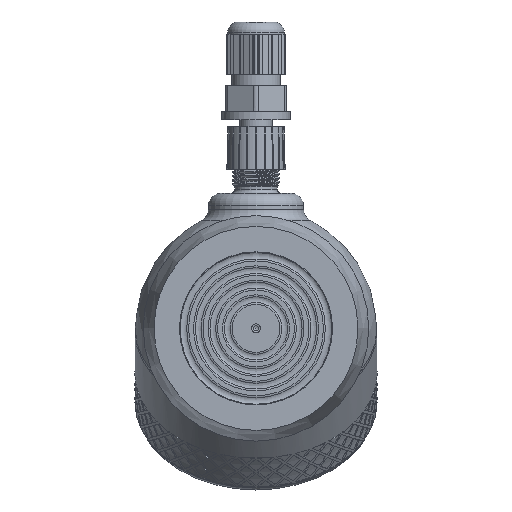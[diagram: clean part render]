
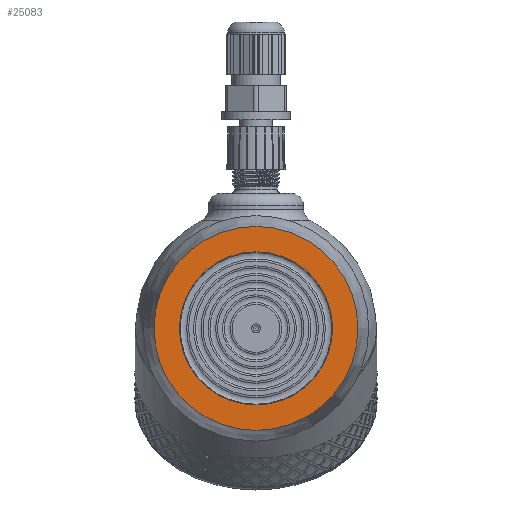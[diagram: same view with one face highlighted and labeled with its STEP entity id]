
A CAD part, left-side view. The second image highlights one B-rep face of the part: STEP entity #25083.
In plain terms, the highlighted planar face has unit normal (-1, 0, 0).
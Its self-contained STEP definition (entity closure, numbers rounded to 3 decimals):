
#1025=FACE_BOUND('',#3400,.T.);
#1390=PLANE('',#26934);
#1761=FACE_OUTER_BOUND('',#3399,.T.);
#3399=EDGE_LOOP('',(#17148));
#3400=EDGE_LOOP('',(#17149));
#5324=CIRCLE('',#26926,19.);
#5329=CIRCLE('',#26935,25.321);
#10138=VERTEX_POINT('',#36472);
#10141=VERTEX_POINT('',#36485);
#12885=EDGE_CURVE('',#10138,#10138,#5324,.T.);
#12891=EDGE_CURVE('',#10141,#10141,#5329,.T.);
#17148=ORIENTED_EDGE('',*,*,#12891,.F.);
#17149=ORIENTED_EDGE('',*,*,#12885,.T.);
#25083=ADVANCED_FACE('',(#1761,#1025),#1390,.T.);
#26926=AXIS2_PLACEMENT_3D('',#36473,#28517,#28518);
#26934=AXIS2_PLACEMENT_3D('',#36484,#28534,#28535);
#26935=AXIS2_PLACEMENT_3D('',#36486,#28536,#28537);
#28517=DIRECTION('center_axis',(1.,0.,0.));
#28518=DIRECTION('ref_axis',(0.,1.,0.));
#28534=DIRECTION('center_axis',(-1.,0.,0.));
#28535=DIRECTION('ref_axis',(0.,0.,1.));
#28536=DIRECTION('center_axis',(1.,0.,0.));
#28537=DIRECTION('ref_axis',(0.,0.,-1.));
#36472=CARTESIAN_POINT('',(-37.,-19.,0.));
#36473=CARTESIAN_POINT('Origin',(-37.,0.,0.));
#36484=CARTESIAN_POINT('Origin',(-37.,25.321,0.));
#36485=CARTESIAN_POINT('',(-37.,-25.321,0.));
#36486=CARTESIAN_POINT('Origin',(-37.,0.,0.));
